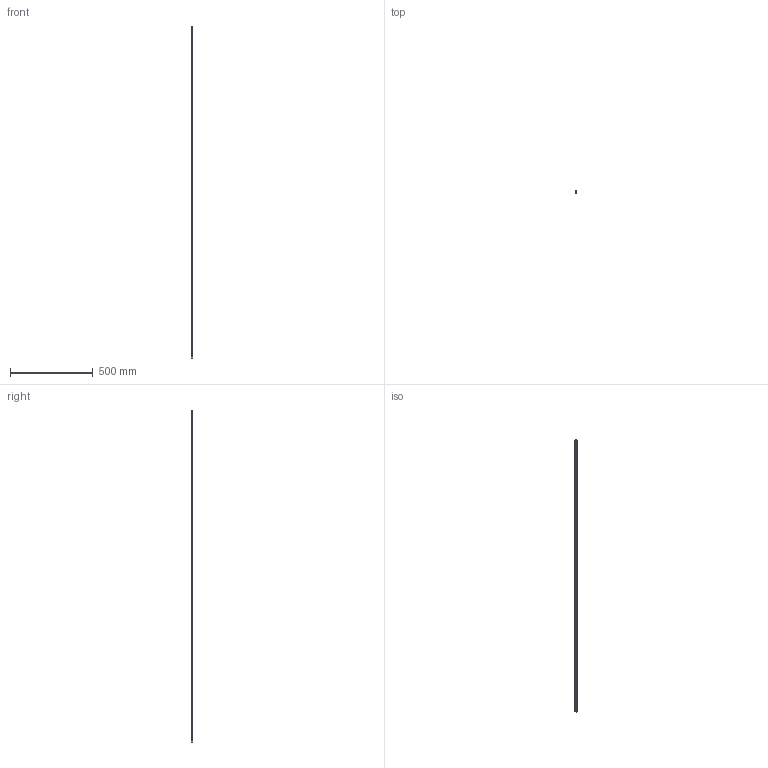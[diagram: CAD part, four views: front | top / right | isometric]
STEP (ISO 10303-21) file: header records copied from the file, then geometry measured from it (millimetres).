
FILE_DESCRIPTION (( 'STEP AP203' ), '1' );
FILE_NAME ('281006011_c_1.STEP', '2023-04-16T19:26:41', ( '' ), ( '' ), 'SwSTEP 2.0', 'SolidWorks 2014', '' );
FILE_SCHEMA (( 'CONFIG_CONTROL_DESIGN' ));
Length unit declared in the file: millimetre
Products named in the file (1): 281006011_c_1
Bounding box: 9.4 x 12 x 2000 mm (x, y, z)
Volume: 53743.4 mm3; surface area: 156787 mm2
Topology: 1 solids, 1 shells, 37 faces, 105 edges, 70 vertices
Faces by surface type: plane 30, cylinder 7
Entity records: 1270 total; most frequent: CARTESIAN_POINT 213, ORIENTED_EDGE 210, DIRECTION 195, EDGE_CURVE 105, VECTOR 91, LINE 91, VERTEX_POINT 70, AXIS2_PLACEMENT_3D 52
